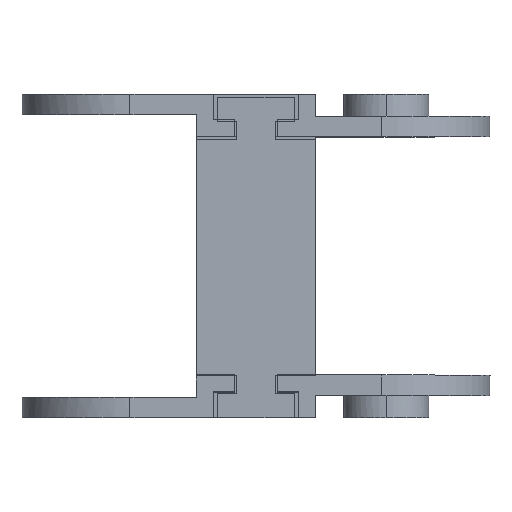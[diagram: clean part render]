
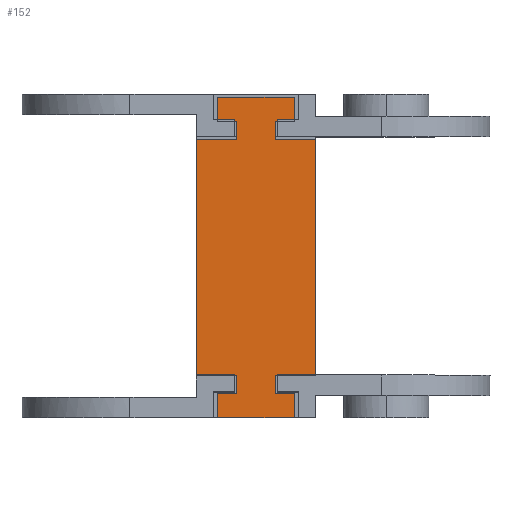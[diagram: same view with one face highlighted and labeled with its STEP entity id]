
A CAD part, top view. The second image highlights one B-rep face of the part: STEP entity #152.
In plain terms, the highlighted planar face has unit normal (0, 0, 1).
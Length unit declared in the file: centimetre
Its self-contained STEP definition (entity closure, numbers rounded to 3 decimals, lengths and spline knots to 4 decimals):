
#152=ADVANCED_FACE('',(#260),#1870,.T.);
#260=FACE_OUTER_BOUND('',#378,.T.);
#378=EDGE_LOOP('',(#957,#958,#959,#960,#961,#962,#963,#964,#965,#966,#967,
#968,#969,#970,#971,#972,#973,#974,#975,#976));
#957=ORIENTED_EDGE('',*,*,#1274,.T.);
#958=ORIENTED_EDGE('',*,*,#1259,.T.);
#959=ORIENTED_EDGE('',*,*,#1275,.T.);
#960=ORIENTED_EDGE('',*,*,#1235,.F.);
#961=ORIENTED_EDGE('',*,*,#1238,.T.);
#962=ORIENTED_EDGE('',*,*,#1249,.T.);
#963=ORIENTED_EDGE('',*,*,#1251,.T.);
#964=ORIENTED_EDGE('',*,*,#1250,.T.);
#965=ORIENTED_EDGE('',*,*,#1230,.T.);
#966=ORIENTED_EDGE('',*,*,#1213,.F.);
#967=ORIENTED_EDGE('',*,*,#1266,.T.);
#968=ORIENTED_EDGE('',*,*,#1256,.T.);
#969=ORIENTED_EDGE('',*,*,#1267,.T.);
#970=ORIENTED_EDGE('',*,*,#1211,.T.);
#971=ORIENTED_EDGE('',*,*,#1225,.T.);
#972=ORIENTED_EDGE('',*,*,#1244,.T.);
#973=ORIENTED_EDGE('',*,*,#1245,.T.);
#974=ORIENTED_EDGE('',*,*,#1253,.T.);
#975=ORIENTED_EDGE('',*,*,#1216,.T.);
#976=ORIENTED_EDGE('',*,*,#1212,.F.);
#1211=EDGE_CURVE('',#1734,#1746,#1510,.T.);
#1212=EDGE_CURVE('',#1731,#1745,#1511,.T.);
#1213=EDGE_CURVE('',#1733,#1760,#1512,.T.);
#1216=EDGE_CURVE('',#1737,#1745,#1515,.T.);
#1225=EDGE_CURVE('',#1746,#1740,#1524,.T.);
#1230=EDGE_CURVE('',#1754,#1760,#1529,.T.);
#1235=EDGE_CURVE('',#1761,#1732,#1534,.T.);
#1238=EDGE_CURVE('',#1761,#1756,#1537,.T.);
#1244=EDGE_CURVE('',#1740,#1742,#1543,.T.);
#1245=EDGE_CURVE('',#1742,#1738,#1544,.T.);
#1249=EDGE_CURVE('',#1756,#1752,#1548,.T.);
#1250=EDGE_CURVE('',#1751,#1754,#1549,.T.);
#1251=EDGE_CURVE('',#1752,#1751,#1550,.T.);
#1253=EDGE_CURVE('',#1738,#1737,#1552,.T.);
#1256=EDGE_CURVE('',#1766,#1769,#1555,.T.);
#1259=EDGE_CURVE('',#1771,#1767,#1558,.T.);
#1266=EDGE_CURVE('',#1733,#1766,#1565,.T.);
#1267=EDGE_CURVE('',#1769,#1734,#1566,.T.);
#1274=EDGE_CURVE('',#1731,#1771,#1573,.T.);
#1275=EDGE_CURVE('',#1767,#1732,#1574,.T.);
#1510=B_SPLINE_CURVE_WITH_KNOTS('',1,(#3693,#3694),.UNSPECIFIED.,.F.,.F.,
(2,2),(6.1416,6.7685),.UNSPECIFIED.);
#1511=B_SPLINE_CURVE_WITH_KNOTS('',1,(#3695,#3696),.UNSPECIFIED.,.F.,.F.,
(2,2),(1.,1.6269),.UNSPECIFIED.);
#1512=B_SPLINE_CURVE_WITH_KNOTS('',1,(#3697,#3698),.UNSPECIFIED.,.F.,.F.,
(2,2),(-4.1416,-3.5147),.UNSPECIFIED.);
#1515=B_SPLINE_CURVE_WITH_KNOTS('',1,(#3703,#3704),.UNSPECIFIED.,.F.,.F.,
(2,2),(0.28,0.505),.UNSPECIFIED.);
#1524=B_SPLINE_CURVE_WITH_KNOTS('',1,(#3721,#3722),.UNSPECIFIED.,.F.,.F.,
(2,2),(0.955,1.18),.UNSPECIFIED.);
#1529=B_SPLINE_CURVE_WITH_KNOTS('',1,(#3731,#3732),.UNSPECIFIED.,.F.,.F.,
(2,2),(1.18,1.405),.UNSPECIFIED.);
#1534=B_SPLINE_CURVE_WITH_KNOTS('',1,(#3741,#3742),.UNSPECIFIED.,.F.,.F.,
(2,2),(5.5147,6.1416),.UNSPECIFIED.);
#1537=B_SPLINE_CURVE_WITH_KNOTS('',1,(#3747,#3748),.UNSPECIFIED.,.F.,.F.,
(2,2),(1.855,2.08),.UNSPECIFIED.);
#1543=B_SPLINE_CURVE_WITH_KNOTS('',1,(#3767,#3768,#3769,#3770),
 .UNSPECIFIED.,.F.,.F.,(2,1,1,2),(1.18,1.305,1.43,
1.46),.UNSPECIFIED.);
#1544=B_SPLINE_CURVE_WITH_KNOTS('',1,(#3771,#3772,#3773,#3774),
 .UNSPECIFIED.,.F.,.F.,(2,1,1,2),(1.46,1.685,2.685,
2.91),.UNSPECIFIED.);
#1548=B_SPLINE_CURVE_WITH_KNOTS('',1,(#3786,#3787,#3788,#3789),
 .UNSPECIFIED.,.F.,.F.,(2,1,1,2),(2.08,2.205,2.33,
2.36),.UNSPECIFIED.);
#1549=B_SPLINE_CURVE_WITH_KNOTS('',1,(#3790,#3791,#3792,#3793),
 .UNSPECIFIED.,.F.,.F.,(2,1,1,2),(0.9,0.93,1.055,
1.18),.UNSPECIFIED.);
#1550=B_SPLINE_CURVE_WITH_KNOTS('',1,(#3794,#3795,#3796,#3797),
 .UNSPECIFIED.,.F.,.F.,(2,1,1,2),(0.,0.225,1.225,
1.45),.UNSPECIFIED.);
#1552=B_SPLINE_CURVE_WITH_KNOTS('',1,(#3802,#3803,#3804,#3805),
 .UNSPECIFIED.,.F.,.F.,(2,1,1,2),(0.,0.03,0.155,
0.28),.UNSPECIFIED.);
#1555=B_SPLINE_CURVE_WITH_KNOTS('',1,(#3810,#3811),.UNSPECIFIED.,.F.,.F.,
(2,2),(1.4,4.18),.UNSPECIFIED.);
#1558=B_SPLINE_CURVE_WITH_KNOTS('',1,(#3816,#3817),.UNSPECIFIED.,.F.,.F.,
(2,2),(5.58,8.36),.UNSPECIFIED.);
#1565=B_SPLINE_CURVE_WITH_KNOTS('',1,(#3832,#3833,#3834),.UNSPECIFIED.,
 .F.,.F.,(2,1,2),(2.,3.,3.1),.UNSPECIFIED.);
#1566=B_SPLINE_CURVE_WITH_KNOTS('',1,(#3835,#3836,#3837),.UNSPECIFIED.,
 .F.,.F.,(2,1,2),(4.18,4.28,5.28),
 .UNSPECIFIED.);
#1573=B_SPLINE_CURVE_WITH_KNOTS('',1,(#3860,#3861,#3862),.UNSPECIFIED.,
 .F.,.F.,(2,1,2),(-3.5708,-2.5708,-2.4708),
 .UNSPECIFIED.);
#1574=B_SPLINE_CURVE_WITH_KNOTS('',1,(#3863,#3864,#3865),.UNSPECIFIED.,
 .F.,.F.,(2,1,2),(0.,0.1,1.1),.UNSPECIFIED.);
#1731=VERTEX_POINT('',#3648);
#1732=VERTEX_POINT('',#3649);
#1733=VERTEX_POINT('',#3650);
#1734=VERTEX_POINT('',#3651);
#1737=VERTEX_POINT('',#3654);
#1738=VERTEX_POINT('',#3655);
#1740=VERTEX_POINT('',#3657);
#1742=VERTEX_POINT('',#3659);
#1745=VERTEX_POINT('',#3662);
#1746=VERTEX_POINT('',#3663);
#1751=VERTEX_POINT('',#3668);
#1752=VERTEX_POINT('',#3669);
#1754=VERTEX_POINT('',#3671);
#1756=VERTEX_POINT('',#3673);
#1760=VERTEX_POINT('',#3677);
#1761=VERTEX_POINT('',#3678);
#1766=VERTEX_POINT('',#3683);
#1767=VERTEX_POINT('',#3684);
#1769=VERTEX_POINT('',#3686);
#1771=VERTEX_POINT('',#3688);
#1870=PLANE('',#1971);
#1971=AXIS2_PLACEMENT_3D('',#3647,#2045,$);
#2045=DIRECTION('',(0.,0.,1.));
#3647=CARTESIAN_POINT('',(-0.7002,-1.9,2.5193));
#3648=CARTESIAN_POINT('',(-0.2252,1.37,2.5193));
#3649=CARTESIAN_POINT('',(-0.2252,-1.41,2.5193));
#3650=CARTESIAN_POINT('',(0.2248,-1.41,2.5193));
#3651=CARTESIAN_POINT('',(0.2248,1.37,2.5193));
#3654=CARTESIAN_POINT('',(-0.4502,1.58,2.5193));
#3655=CARTESIAN_POINT('',(-0.4502,1.86,2.5193));
#3657=CARTESIAN_POINT('',(0.4498,1.58,2.5193));
#3659=CARTESIAN_POINT('',(0.4498,1.86,2.5193));
#3662=CARTESIAN_POINT('',(-0.2252,1.58,2.5193));
#3663=CARTESIAN_POINT('',(0.2248,1.58,2.5193));
#3668=CARTESIAN_POINT('',(0.4498,-1.9,2.5193));
#3669=CARTESIAN_POINT('',(-0.4502,-1.9,2.5193));
#3671=CARTESIAN_POINT('',(0.4498,-1.62,2.5193));
#3673=CARTESIAN_POINT('',(-0.4502,-1.62,2.5193));
#3677=CARTESIAN_POINT('',(0.2248,-1.62,2.5193));
#3678=CARTESIAN_POINT('',(-0.2252,-1.62,2.5193));
#3683=CARTESIAN_POINT('',(0.6998,-1.41,2.5193));
#3684=CARTESIAN_POINT('',(-0.7002,-1.41,2.5193));
#3686=CARTESIAN_POINT('',(0.6998,1.37,2.5193));
#3688=CARTESIAN_POINT('',(-0.7002,1.37,2.5193));
#3693=CARTESIAN_POINT('',(0.2248,1.37,2.5193));
#3694=CARTESIAN_POINT('',(0.2248,1.58,2.5193));
#3695=CARTESIAN_POINT('',(-0.2252,1.37,2.5193));
#3696=CARTESIAN_POINT('',(-0.2252,1.58,2.5193));
#3697=CARTESIAN_POINT('',(0.2248,-1.41,2.5193));
#3698=CARTESIAN_POINT('',(0.2248,-1.62,2.5193));
#3703=CARTESIAN_POINT('',(-0.4502,1.58,2.5193));
#3704=CARTESIAN_POINT('',(-0.2252,1.58,2.5193));
#3721=CARTESIAN_POINT('',(0.2248,1.58,2.5193));
#3722=CARTESIAN_POINT('',(0.4498,1.58,2.5193));
#3731=CARTESIAN_POINT('',(0.4498,-1.62,2.5193));
#3732=CARTESIAN_POINT('',(0.2248,-1.62,2.5193));
#3741=CARTESIAN_POINT('',(-0.2252,-1.62,2.5193));
#3742=CARTESIAN_POINT('',(-0.2252,-1.41,2.5193));
#3747=CARTESIAN_POINT('',(-0.2252,-1.62,2.5193));
#3748=CARTESIAN_POINT('',(-0.4502,-1.62,2.5193));
#3767=CARTESIAN_POINT('',(0.4498,1.58,2.5193));
#3768=CARTESIAN_POINT('',(0.4498,1.705,2.5193));
#3769=CARTESIAN_POINT('',(0.4498,1.83,2.5193));
#3770=CARTESIAN_POINT('',(0.4498,1.86,2.5193));
#3771=CARTESIAN_POINT('',(0.4498,1.86,2.5193));
#3772=CARTESIAN_POINT('',(0.2248,1.86,2.5193));
#3773=CARTESIAN_POINT('',(-0.2252,1.86,2.5193));
#3774=CARTESIAN_POINT('',(-0.4502,1.86,2.5193));
#3786=CARTESIAN_POINT('',(-0.4502,-1.62,2.5193));
#3787=CARTESIAN_POINT('',(-0.4502,-1.745,2.5193));
#3788=CARTESIAN_POINT('',(-0.4502,-1.87,2.5193));
#3789=CARTESIAN_POINT('',(-0.4502,-1.9,2.5193));
#3790=CARTESIAN_POINT('',(0.4498,-1.9,2.5193));
#3791=CARTESIAN_POINT('',(0.4498,-1.87,2.5193));
#3792=CARTESIAN_POINT('',(0.4498,-1.745,2.5193));
#3793=CARTESIAN_POINT('',(0.4498,-1.62,2.5193));
#3794=CARTESIAN_POINT('',(-0.4502,-1.9,2.5193));
#3795=CARTESIAN_POINT('',(-0.2252,-1.9,2.5193));
#3796=CARTESIAN_POINT('',(0.2248,-1.9,2.5193));
#3797=CARTESIAN_POINT('',(0.4498,-1.9,2.5193));
#3802=CARTESIAN_POINT('',(-0.4502,1.86,2.5193));
#3803=CARTESIAN_POINT('',(-0.4502,1.83,2.5193));
#3804=CARTESIAN_POINT('',(-0.4502,1.705,2.5193));
#3805=CARTESIAN_POINT('',(-0.4502,1.58,2.5193));
#3810=CARTESIAN_POINT('',(0.6998,-1.41,2.5193));
#3811=CARTESIAN_POINT('',(0.6998,1.37,2.5193));
#3816=CARTESIAN_POINT('',(-0.7002,1.37,2.5193));
#3817=CARTESIAN_POINT('',(-0.7002,-1.41,2.5193));
#3832=CARTESIAN_POINT('',(0.2248,-1.41,2.5193));
#3833=CARTESIAN_POINT('',(0.5998,-1.41,2.5193));
#3834=CARTESIAN_POINT('',(0.6998,-1.41,2.5193));
#3835=CARTESIAN_POINT('',(0.6998,1.37,2.5193));
#3836=CARTESIAN_POINT('',(0.5998,1.37,2.5193));
#3837=CARTESIAN_POINT('',(0.2248,1.37,2.5193));
#3860=CARTESIAN_POINT('',(-0.2252,1.37,2.5193));
#3861=CARTESIAN_POINT('',(-0.6002,1.37,2.5193));
#3862=CARTESIAN_POINT('',(-0.7002,1.37,2.5193));
#3863=CARTESIAN_POINT('',(-0.7002,-1.41,2.5193));
#3864=CARTESIAN_POINT('',(-0.6002,-1.41,2.5193));
#3865=CARTESIAN_POINT('',(-0.2252,-1.41,2.5193));
